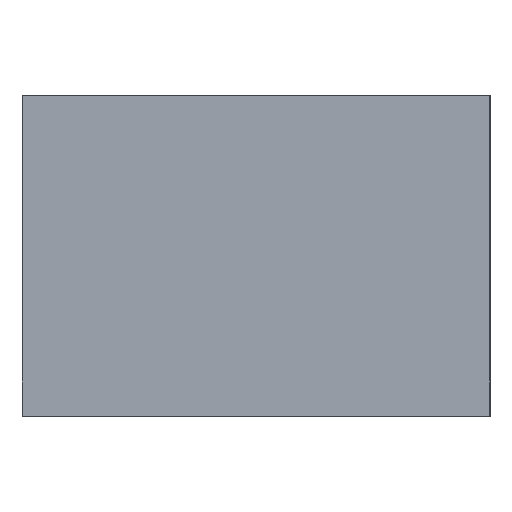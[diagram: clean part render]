
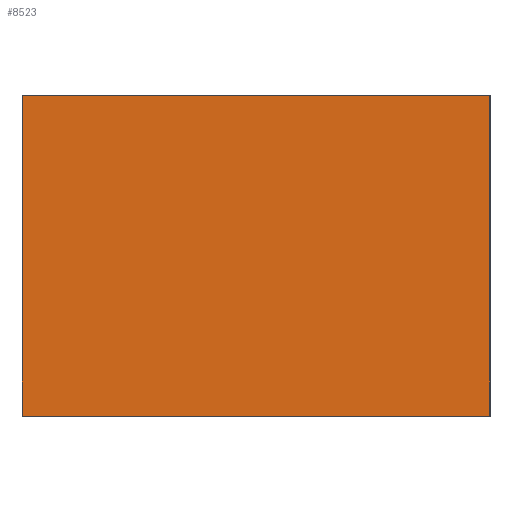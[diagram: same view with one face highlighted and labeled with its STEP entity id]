
A CAD part, top view. The second image highlights one B-rep face of the part: STEP entity #8523.
In plain terms, the highlighted planar face has unit normal (0, 0, 1).
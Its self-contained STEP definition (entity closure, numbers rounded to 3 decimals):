
#3001=ORIENTED_EDGE('',*,*,#3824,.T.);
#3002=ORIENTED_EDGE('',*,*,#3828,.T.);
#3003=ORIENTED_EDGE('',*,*,#3831,.T.);
#3004=ORIENTED_EDGE('',*,*,#3833,.T.);
#3824=EDGE_CURVE('',#4595,#4594,#4755,.T.);
#3828=EDGE_CURVE('',#4594,#4597,#4759,.T.);
#3831=EDGE_CURVE('',#4597,#4599,#4762,.T.);
#3833=EDGE_CURVE('',#4599,#4595,#4764,.T.);
#4594=VERTEX_POINT('',#19767);
#4595=VERTEX_POINT('',#19769);
#4597=VERTEX_POINT('',#19775);
#4599=VERTEX_POINT('',#19781);
#4755=LINE('',#19768,#4920);
#4759=LINE('',#19776,#4924);
#4762=LINE('',#19782,#4927);
#4764=LINE('',#19785,#4929);
#4920=VECTOR('',#12538,1000.);
#4924=VECTOR('',#12544,1000.);
#4927=VECTOR('',#12549,1000.);
#4929=VECTOR('',#12553,1000.);
#6313=EDGE_LOOP('',(#3001,#3002,#3003,#3004));
#7698=FACE_BOUND('',#6313,.T.);
#7785=PLANE('',#9918);
#8523=ADVANCED_FACE('',(#7698),#7785,.T.);
#9918=AXIS2_PLACEMENT_3D('',#19786,#12554,#12555);
#12538=DIRECTION('',(0.,-1.,0.));
#12544=DIRECTION('',(1.,0.,0.));
#12549=DIRECTION('',(0.,1.,0.));
#12553=DIRECTION('',(-1.,0.,0.));
#12554=DIRECTION('',(0.,0.,1.));
#12555=DIRECTION('',(1.,0.,0.));
#19767=CARTESIAN_POINT('',(-2.35,-1.61,1.1));
#19768=CARTESIAN_POINT('',(-2.35,1.61,1.1));
#19769=CARTESIAN_POINT('',(-2.35,1.61,1.1));
#19775=CARTESIAN_POINT('',(2.35,-1.61,1.1));
#19776=CARTESIAN_POINT('',(-2.35,-1.61,1.1));
#19781=CARTESIAN_POINT('',(2.35,1.61,1.1));
#19782=CARTESIAN_POINT('',(2.35,-1.61,1.1));
#19785=CARTESIAN_POINT('',(2.35,1.61,1.1));
#19786=CARTESIAN_POINT('',(0.,0.,1.1));
